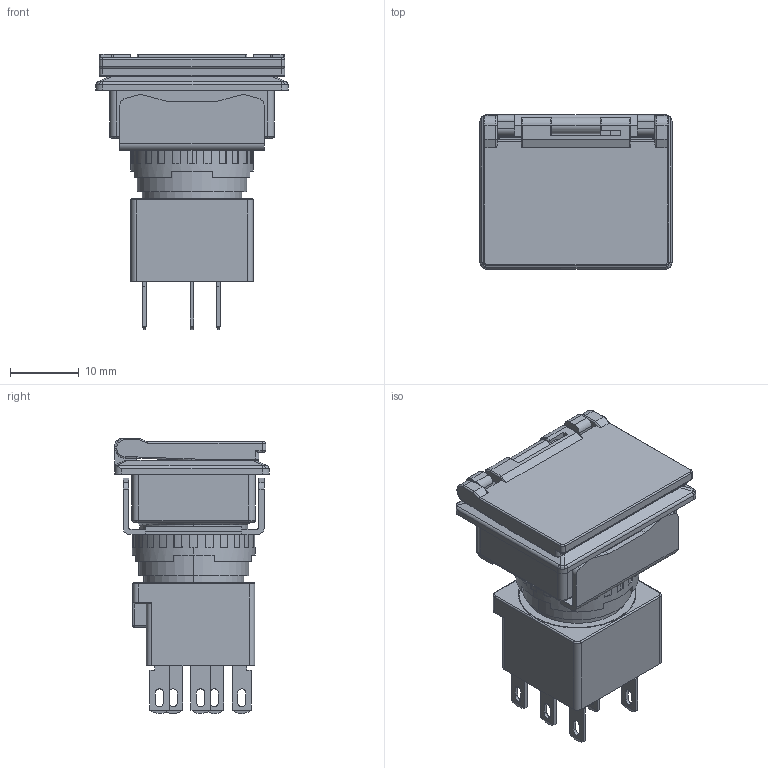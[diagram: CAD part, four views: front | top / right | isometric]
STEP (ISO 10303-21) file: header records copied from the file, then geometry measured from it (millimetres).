
FILE_DESCRIPTION (( 'STEP AP214' ), '1' );
FILE_NAME ('293_LB8GL-[M][A]1Tx[1][3][4]$.STEP', '2020-09-25T02:33:04', ( 'IDEC' ), ( 'IDEC' ), 'SwSTEP 2.0', 'SolidWorks 2019', '' );
FILE_SCHEMA (( 'AUTOMOTIVE_DESIGN' ));
Length unit declared in the file: millimetre
Products named in the file (5): LB-FL-NUT-SET; LB-OPERATOR-H; 293_LB8GL-[M][A]1Tx[1][3][4]$; LB-T20; LB-FL-G-BODY-H
Assembly tree (4 placements, depth 2):
  293_LB8GL-[M][A]1Tx[1][3][4]$
    LB-FL-G-BODY-H
    LB-OPERATOR-H
    LB-T20
    LB-FL-NUT-SET
Bounding box: 28 x 22.5 x 40.1 mm (x, y, z)
Volume: 9673 mm3; surface area: 9386 mm2
Topology: 4 solids, 4 shells, 673 faces, 1765 edges, 1110 vertices
Faces by surface type: plane 354, cylinder 249, bspline 64, cone 6
Entity records: 22705 total; most frequent: CARTESIAN_POINT 5164, ORIENTED_EDGE 3518, DIRECTION 3346, EDGE_CURVE 1759, AXIS2_PLACEMENT_3D 1120, VERTEX_POINT 1110, VECTOR 1106, LINE 1106
